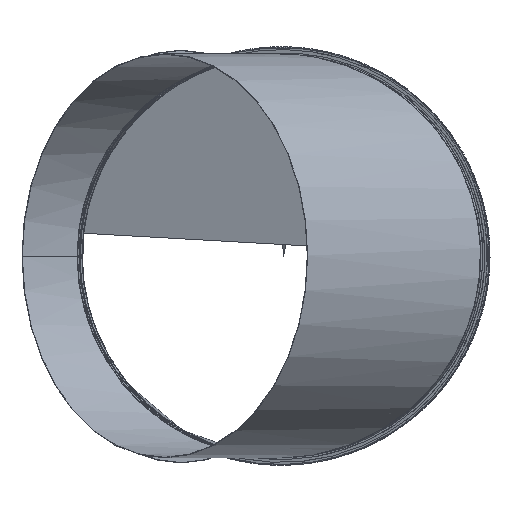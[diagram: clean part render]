
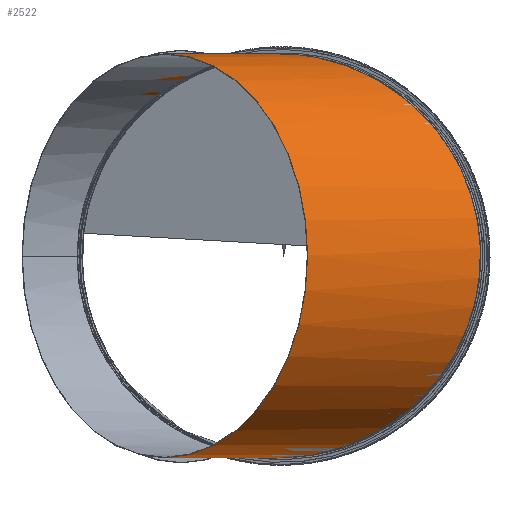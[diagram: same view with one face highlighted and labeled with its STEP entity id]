
A CAD part, top view. The second image highlights one B-rep face of the part: STEP entity #2522.
In plain terms, the highlighted cylindrical face has radius 200.25 mm (diameter 400.5 mm), a full revolution.
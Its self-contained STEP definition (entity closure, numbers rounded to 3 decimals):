
#2396=CARTESIAN_POINT('',(200.25,77.107,0.0));
#2397=VERTEX_POINT('',#2396);
#2404=CARTESIAN_POINT('',(0.,160.054,-200.25));
#2405=VERTEX_POINT('',#2404);
#2406=CARTESIAN_POINT('',(0.0,160.054,0.0));
#2407=DIRECTION('',(-0.383,-0.924,0.0));
#2408=DIRECTION('',(0.924,-0.383,0.0));
#2409=AXIS2_PLACEMENT_3D('',#2406,#2407,#2408);
#2410=ELLIPSE('',#2409,216.749,200.25);
#2411=EDGE_CURVE('',#2405,#2397,#2410,.T.);
#2413=CARTESIAN_POINT('',(0.,160.054,200.25));
#2414=VERTEX_POINT('',#2413);
#2415=CARTESIAN_POINT('',(0.0,160.054,0.0));
#2416=DIRECTION('',(-0.383,-0.924,0.0));
#2417=DIRECTION('',(0.924,-0.383,0.0));
#2418=AXIS2_PLACEMENT_3D('',#2415,#2416,#2417);
#2419=ELLIPSE('',#2418,216.749,200.25);
#2420=EDGE_CURVE('',#2414,#2405,#2419,.T.);
#2422=CARTESIAN_POINT('',(200.25,77.107,0.003));
#2423=VERTEX_POINT('',#2422);
#2424=CARTESIAN_POINT('',(0.0,160.054,0.0));
#2425=DIRECTION('',(-0.383,-0.924,0.0));
#2426=DIRECTION('',(0.924,-0.383,0.0));
#2427=AXIS2_PLACEMENT_3D('',#2424,#2425,#2426);
#2428=ELLIPSE('',#2427,216.749,200.25);
#2429=EDGE_CURVE('',#2423,#2414,#2428,.T.);
#2489=CARTESIAN_POINT('',(0.0,121.5,0.0));
#2490=DIRECTION('',(0.0,1.0,0.0));
#2491=DIRECTION('',(1.0,0.0,0.0));
#2492=AXIS2_PLACEMENT_3D('',#2489,#2490,#2491);
#2493=CYLINDRICAL_SURFACE('',#2492,200.25);
#2494=ORIENTED_EDGE('',*,*,#2429,.T.);
#2495=ORIENTED_EDGE('',*,*,#2420,.T.);
#2496=ORIENTED_EDGE('',*,*,#2411,.T.);
#2497=CARTESIAN_POINT('',(200.25,0.0,0.0));
#2498=VERTEX_POINT('',#2497);
#2499=CARTESIAN_POINT('',(200.25,0.0,0.0));
#2500=DIRECTION('',(0.0,1.0,0.0));
#2501=VECTOR('',#2500,77.107);
#2502=LINE('',#2499,#2501);
#2503=EDGE_CURVE('',#2498,#2397,#2502,.T.);
#2504=ORIENTED_EDGE('',*,*,#2503,.F.);
#2505=CARTESIAN_POINT('',(200.25,0.0,0.003));
#2506=VERTEX_POINT('',#2505);
#2507=CARTESIAN_POINT('',(0.0,0.0,0.0));
#2508=DIRECTION('',(0.0,1.0,0.0));
#2509=DIRECTION('',(1.0,0.0,0.0));
#2510=AXIS2_PLACEMENT_3D('',#2507,#2508,#2509);
#2511=CIRCLE('',#2510,200.25);
#2512=EDGE_CURVE('',#2498,#2506,#2511,.T.);
#2513=ORIENTED_EDGE('',*,*,#2512,.T.);
#2514=CARTESIAN_POINT('',(200.25,0.0,0.003));
#2515=DIRECTION('',(0.0,1.0,0.0));
#2516=VECTOR('',#2515,77.107);
#2517=LINE('',#2514,#2516);
#2518=EDGE_CURVE('',#2506,#2423,#2517,.T.);
#2519=ORIENTED_EDGE('',*,*,#2518,.T.);
#2520=EDGE_LOOP('',(#2494,#2495,#2496,#2504,#2513,#2519));
#2521=FACE_OUTER_BOUND('',#2520,.T.);
#2522=ADVANCED_FACE('',(#2521),#2493,.T.);
